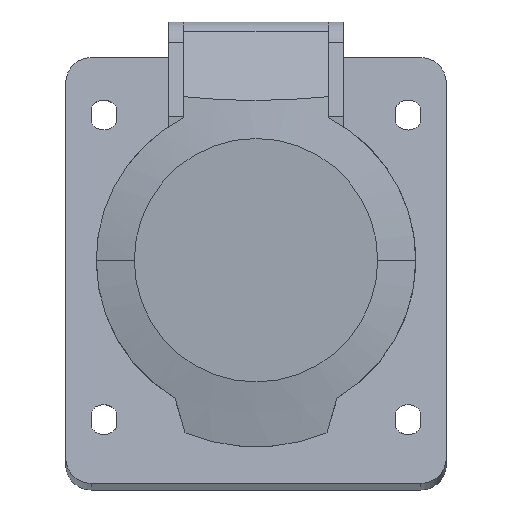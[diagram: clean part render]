
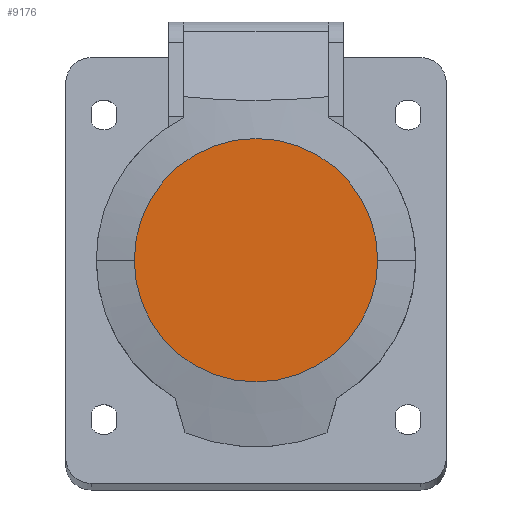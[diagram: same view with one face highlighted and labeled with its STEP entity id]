
A CAD part, top view. The second image highlights one B-rep face of the part: STEP entity #9176.
In plain terms, the highlighted planar face has unit normal (0, 0, 1).
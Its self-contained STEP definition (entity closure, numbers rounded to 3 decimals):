
#853 = DIRECTION ( 'NONE',  ( 0., 0., 1. ) ) ;
#1181 = DIRECTION ( 'NONE',  ( 0., 0., 1. ) ) ;
#2925 = VERTEX_POINT ( 'NONE', #3114 ) ;
#3114 = CARTESIAN_POINT ( 'NONE',  ( -24., 43.958, 18. ) ) ;
#4484 = EDGE_CURVE ( 'NONE', #2925, #16135, #14620, .T. ) ;
#4527 = CARTESIAN_POINT ( 'NONE',  ( 0., 43.958, 18. ) ) ;
#4561 = EDGE_LOOP ( 'NONE', ( #5907, #11746 ) ) ;
#5817 = DIRECTION ( 'NONE',  ( 1., 0., 0. ) ) ;
#5907 = ORIENTED_EDGE ( 'NONE', *, *, #4484, .T. ) ;
#7348 = PLANE ( 'NONE',  #16586 ) ;
#8890 = AXIS2_PLACEMENT_3D ( 'NONE', #8997, #1181, #10321 ) ;
#8997 = CARTESIAN_POINT ( 'NONE',  ( 0., 43.958, 18. ) ) ;
#9176 = ADVANCED_FACE ( 'NONE', ( #16723 ), #7348, .T. ) ;
#9481 = CARTESIAN_POINT ( 'NONE',  ( 24., 43.958, 18. ) ) ;
#10000 = DIRECTION ( 'NONE',  ( 1., 0., 0. ) ) ;
#10321 = DIRECTION ( 'NONE',  ( 1., 0., 0. ) ) ;
#11746 = ORIENTED_EDGE ( 'NONE', *, *, #13906, .T. ) ;
#13633 = DIRECTION ( 'NONE',  ( 0., 0., 1. ) ) ;
#13906 = EDGE_CURVE ( 'NONE', #16135, #2925, #14348, .T. ) ;
#14210 = AXIS2_PLACEMENT_3D ( 'NONE', #4527, #13633, #5817 ) ;
#14348 = CIRCLE ( 'NONE', #14210, 24. ) ;
#14620 = CIRCLE ( 'NONE', #8890, 24. ) ;
#16135 = VERTEX_POINT ( 'NONE', #9481 ) ;
#16494 = CARTESIAN_POINT ( 'NONE',  ( 0., 29.275, 18. ) ) ;
#16586 = AXIS2_PLACEMENT_3D ( 'NONE', #16494, #853, #10000 ) ;
#16723 = FACE_OUTER_BOUND ( 'NONE', #4561, .T. ) ;
